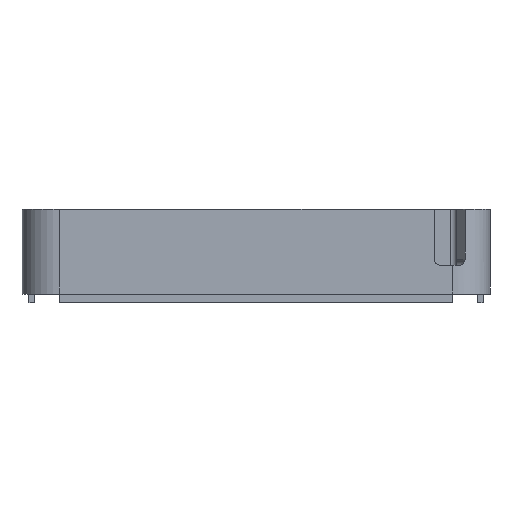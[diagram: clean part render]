
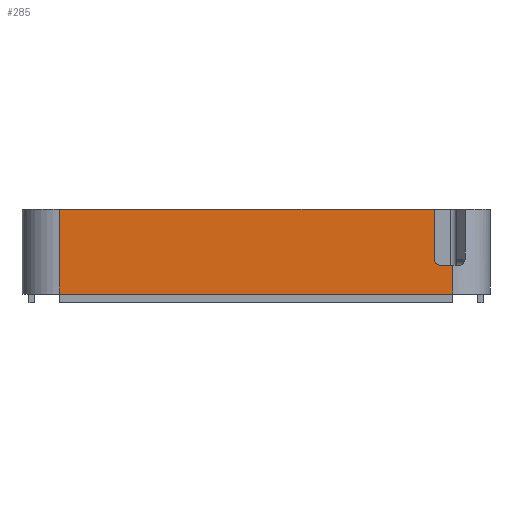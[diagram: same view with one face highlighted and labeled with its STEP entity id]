
A CAD part, left-side view. The second image highlights one B-rep face of the part: STEP entity #285.
In plain terms, the highlighted planar face has unit normal (-1, 0, 0).
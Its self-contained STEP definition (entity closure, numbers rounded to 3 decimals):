
#33 = VERTEX_POINT('',#34);
#34 = CARTESIAN_POINT('',(-41.213,-31.966,-9.));
#41 = EDGE_CURVE('',#33,#42,#44,.T.);
#42 = VERTEX_POINT('',#43);
#43 = CARTESIAN_POINT('',(-41.213,-31.966,-13.6));
#44 = LINE('',#45,#46);
#45 = CARTESIAN_POINT('',(-41.213,-31.966,0.));
#46 = VECTOR('',#47,1.);
#47 = DIRECTION('',(-0.,-0.,-1.));
#186 = VERTEX_POINT('',#187);
#187 = CARTESIAN_POINT('',(-41.213,-30.041,-9.));
#193 = EDGE_CURVE('',#186,#33,#194,.T.);
#194 = LINE('',#195,#196);
#195 = CARTESIAN_POINT('',(-41.213,-29.041,-9.));
#196 = VECTOR('',#197,1.);
#197 = DIRECTION('',(0.,-1.,0.));
#285 = ADVANCED_FACE('',(#286),#329,.T.);
#286 = FACE_BOUND('',#287,.T.);
#287 = EDGE_LOOP('',(#288,#298,#306,#314,#320,#321,#322));
#288 = ORIENTED_EDGE('',*,*,#289,.F.);
#289 = EDGE_CURVE('',#290,#292,#294,.T.);
#290 = VERTEX_POINT('',#291);
#291 = CARTESIAN_POINT('',(-41.213,-29.041,0.));
#292 = VERTEX_POINT('',#293);
#293 = CARTESIAN_POINT('',(-41.213,-29.041,-8.));
#294 = LINE('',#295,#296);
#295 = CARTESIAN_POINT('',(-41.213,-29.041,0.));
#296 = VECTOR('',#297,1.);
#297 = DIRECTION('',(-0.,-0.,-1.));
#298 = ORIENTED_EDGE('',*,*,#299,.F.);
#299 = EDGE_CURVE('',#300,#290,#302,.T.);
#300 = VERTEX_POINT('',#301);
#301 = CARTESIAN_POINT('',(-41.213,31.034,0.));
#302 = LINE('',#303,#304);
#303 = CARTESIAN_POINT('',(-41.213,31.034,0.));
#304 = VECTOR('',#305,1.);
#305 = DIRECTION('',(0.,-1.,0.));
#306 = ORIENTED_EDGE('',*,*,#307,.T.);
#307 = EDGE_CURVE('',#300,#308,#310,.T.);
#308 = VERTEX_POINT('',#309);
#309 = CARTESIAN_POINT('',(-41.213,31.034,-13.6));
#310 = LINE('',#311,#312);
#311 = CARTESIAN_POINT('',(-41.213,31.034,0.));
#312 = VECTOR('',#313,1.);
#313 = DIRECTION('',(-0.,-0.,-1.));
#314 = ORIENTED_EDGE('',*,*,#315,.T.);
#315 = EDGE_CURVE('',#308,#42,#316,.T.);
#316 = LINE('',#317,#318);
#317 = CARTESIAN_POINT('',(-41.213,31.034,-13.6));
#318 = VECTOR('',#319,1.);
#319 = DIRECTION('',(0.,-1.,0.));
#320 = ORIENTED_EDGE('',*,*,#41,.F.);
#321 = ORIENTED_EDGE('',*,*,#193,.F.);
#322 = ORIENTED_EDGE('',*,*,#323,.F.);
#323 = EDGE_CURVE('',#292,#186,#324,.T.);
#324 = CIRCLE('',#325,1.);
#325 = AXIS2_PLACEMENT_3D('',#326,#327,#328);
#326 = CARTESIAN_POINT('',(-41.213,-30.041,-8.));
#327 = DIRECTION('',(-1.,0.,0.));
#328 = DIRECTION('',(0.,0.,-1.));
#329 = PLANE('',#330);
#330 = AXIS2_PLACEMENT_3D('',#331,#332,#333);
#331 = CARTESIAN_POINT('',(-41.213,-0.466,-6.8));
#332 = DIRECTION('',(-1.,-0.,-0.));
#333 = DIRECTION('',(0.,0.,-1.));
